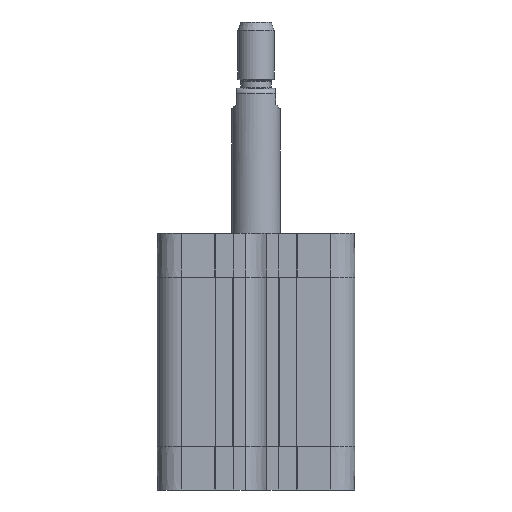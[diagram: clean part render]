
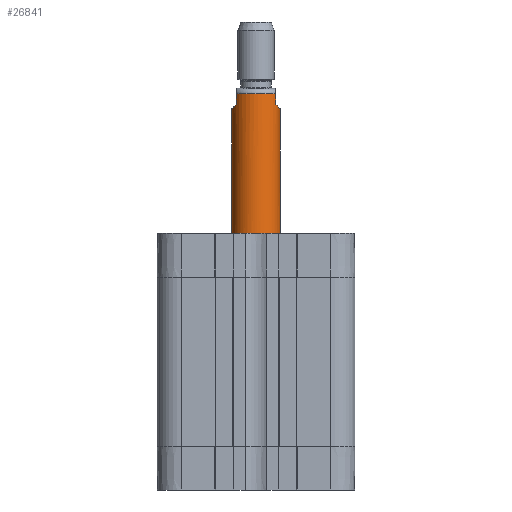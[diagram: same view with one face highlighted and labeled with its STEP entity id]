
A CAD part, front view. The second image highlights one B-rep face of the part: STEP entity #26841.
In plain terms, the highlighted cylindrical face has radius 8 mm (diameter 16 mm), a full revolution.
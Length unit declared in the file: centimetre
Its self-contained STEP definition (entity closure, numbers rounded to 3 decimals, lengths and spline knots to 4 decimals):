
#101=ELLIPSE($,#27854,1.1314,0.8);
#102=ELLIPSE($,#27857,1.1314,0.8);
#193=FACE_BOUND($,#3987,.T.);
#462=CIRCLE($,#27860,0.8);
#463=CIRCLE($,#27861,0.8);
#464=CIRCLE($,#27862,0.8);
#854=CYLINDRICAL_SURFACE($,#27859,0.8);
#2416=FACE_OUTER_BOUND($,#3986,.T.);
#3986=EDGE_LOOP($,(#22203,#22204,#22205,#22206,#22207,#22208,#22209,#22210));
#3987=EDGE_LOOP($,(#22211));
#5964=LINE($,#50388,#7967);
#5965=LINE($,#50413,#7968);
#5967=LINE($,#50421,#7970);
#5968=LINE($,#50446,#7971);
#7967=VECTOR($,#30677,0.36);
#7968=VECTOR($,#30678,0.36);
#7970=VECTOR($,#30686,0.36);
#7971=VECTOR($,#30687,0.36);
#12002=VERTEX_POINT($,#50382);
#12003=VERTEX_POINT($,#50383);
#12004=VERTEX_POINT($,#50387);
#12005=VERTEX_POINT($,#50389);
#12006=VERTEX_POINT($,#50415);
#12007=VERTEX_POINT($,#50416);
#12008=VERTEX_POINT($,#50420);
#12009=VERTEX_POINT($,#50422);
#12010=VERTEX_POINT($,#50450);
#15574=EDGE_CURVE($,#12002,#12003,#101,.T.);
#15576=EDGE_CURVE($,#12004,#12002,#5964,.T.);
#15578=EDGE_CURVE($,#12003,#12005,#5965,.T.);
#15579=EDGE_CURVE($,#12006,#12007,#102,.T.);
#15581=EDGE_CURVE($,#12008,#12006,#5967,.T.);
#15583=EDGE_CURVE($,#12007,#12009,#5968,.T.);
#15584=EDGE_CURVE($,#12005,#12008,#462,.T.);
#15585=EDGE_CURVE($,#12009,#12004,#463,.T.);
#15586=EDGE_CURVE($,#12010,#12010,#464,.T.);
#22203=ORIENTED_EDGE($,*,*,#15576,.T.);
#22204=ORIENTED_EDGE($,*,*,#15574,.T.);
#22205=ORIENTED_EDGE($,*,*,#15578,.T.);
#22206=ORIENTED_EDGE($,*,*,#15584,.T.);
#22207=ORIENTED_EDGE($,*,*,#15581,.T.);
#22208=ORIENTED_EDGE($,*,*,#15579,.T.);
#22209=ORIENTED_EDGE($,*,*,#15583,.T.);
#22210=ORIENTED_EDGE($,*,*,#15585,.T.);
#22211=ORIENTED_EDGE($,*,*,#15586,.F.);
#26841=ADVANCED_FACE($,(#2416,#193),#854,.T.);
#27854=AXIS2_PLACEMENT_3D($,#50384,#30672,#30673);
#27857=AXIS2_PLACEMENT_3D($,#50417,#30681,#30682);
#27859=AXIS2_PLACEMENT_3D($,#50447,#30688,#30689);
#27860=AXIS2_PLACEMENT_3D($,#50448,#30690,#30691);
#27861=AXIS2_PLACEMENT_3D($,#50449,#30692,#30693);
#27862=AXIS2_PLACEMENT_3D($,#50451,#30694,#30695);
#30672=DIRECTION('center_axis',(-0.707,0.,
-0.707));
#30673=DIRECTION('ref_axis',(-0.707,0.,0.707));
#30677=DIRECTION($,(0.,0.,-1.));
#30678=DIRECTION($,(0.,0.,1.));
#30681=DIRECTION('center_axis',(0.707,0.,
-0.707));
#30682=DIRECTION('ref_axis',(-0.707,0.,
-0.707));
#30686=DIRECTION($,(0.,0.,-1.));
#30687=DIRECTION($,(0.,0.,1.));
#30688=DIRECTION('center_axis',(0.,0.,-1.));
#30689=DIRECTION('ref_axis',(-1.,0.,0.));
#30690=DIRECTION('center_axis',(0.,0.,-1.));
#30691=DIRECTION('ref_axis',(-1.,0.,0.));
#30692=DIRECTION('center_axis',(0.,0.,-1.));
#30693=DIRECTION('ref_axis',(-1.,0.,0.));
#30694=DIRECTION('center_axis',(0.,0.,-1.));
#30695=DIRECTION('ref_axis',(-1.,0.,0.));
#50382=CARTESIAN_POINT('',(0.65,0.4664,5.77));
#50383=CARTESIAN_POINT('',(0.65,-0.4664,5.77));
#50384=CARTESIAN_POINT('Origin',(0.,0.,
6.42));
#50387=CARTESIAN_POINT('',(0.65,0.4664,6.13));
#50388=CARTESIAN_POINT($,(0.65,0.4664,6.13));
#50389=CARTESIAN_POINT('',(0.65,-0.4664,6.13));
#50413=CARTESIAN_POINT($,(0.65,-0.4664,5.77));
#50415=CARTESIAN_POINT('',(-0.65,-0.4664,5.77));
#50416=CARTESIAN_POINT('',(-0.65,0.4664,5.77));
#50417=CARTESIAN_POINT('Origin',(0.,0.,
6.42));
#50420=CARTESIAN_POINT('',(-0.65,-0.4664,6.13));
#50421=CARTESIAN_POINT($,(-0.65,-0.4664,6.13));
#50422=CARTESIAN_POINT('',(-0.65,0.4664,6.13));
#50446=CARTESIAN_POINT($,(-0.65,0.4664,5.77));
#50447=CARTESIAN_POINT('Origin',(0.,0.,20.99));
#50448=CARTESIAN_POINT('Origin',(0.,0.,
6.13));
#50449=CARTESIAN_POINT('Origin',(0.,0.,
6.13));
#50450=CARTESIAN_POINT('',(-0.8,0.,-0.15));
#50451=CARTESIAN_POINT('Origin',(0.,0.,-0.15));
